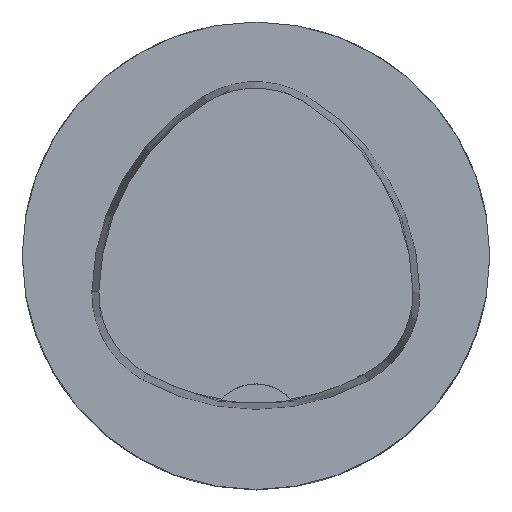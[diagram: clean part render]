
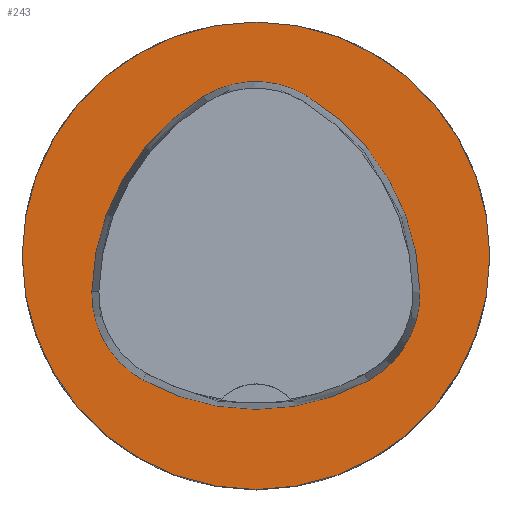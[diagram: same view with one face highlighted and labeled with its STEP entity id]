
A CAD part, top view. The second image highlights one B-rep face of the part: STEP entity #243.
In plain terms, the highlighted planar face has unit normal (0, 0, 1).
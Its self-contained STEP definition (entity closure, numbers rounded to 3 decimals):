
#243=ADVANCED_FACE('',(#499,#500),#303,.T.);
#303=PLANE('',#1477);
#499=FACE_BOUND('',#554,.T.);
#500=FACE_BOUND('',#555,.T.);
#554=EDGE_LOOP('',(#770,#771,#772,#773,#774,#775));
#555=EDGE_LOOP('',(#776));
#770=ORIENTED_EDGE('',*,*,#1183,.T.);
#771=ORIENTED_EDGE('',*,*,#1163,.T.);
#772=ORIENTED_EDGE('',*,*,#1167,.T.);
#773=ORIENTED_EDGE('',*,*,#1170,.T.);
#774=ORIENTED_EDGE('',*,*,#1173,.T.);
#775=ORIENTED_EDGE('',*,*,#1181,.T.);
#776=ORIENTED_EDGE('',*,*,#1186,.F.);
#1031=VERTEX_POINT('',#2338);
#1032=VERTEX_POINT('',#2339);
#1035=VERTEX_POINT('',#2347);
#1037=VERTEX_POINT('',#2353);
#1039=VERTEX_POINT('',#2359);
#1046=VERTEX_POINT('',#2380);
#1047=VERTEX_POINT('',#2390);
#1163=EDGE_CURVE('',#1031,#1032,#1282,.T.);
#1167=EDGE_CURVE('',#1032,#1035,#1284,.T.);
#1170=EDGE_CURVE('',#1035,#1037,#1286,.T.);
#1173=EDGE_CURVE('',#1037,#1039,#1288,.T.);
#1181=EDGE_CURVE('',#1039,#1046,#1292,.T.);
#1183=EDGE_CURVE('',#1046,#1031,#1294,.T.);
#1186=EDGE_CURVE('',#1047,#1047,#1297,.T.);
#1282=CIRCLE('',#1454,20.);
#1284=CIRCLE('',#1457,8.5);
#1286=CIRCLE('',#1460,20.);
#1288=CIRCLE('',#1463,8.5);
#1292=CIRCLE('',#1468,20.);
#1294=CIRCLE('',#1471,8.5);
#1297=CIRCLE('',#1476,20.);
#1454=AXIS2_PLACEMENT_3D('',#2337,#1719,#1720);
#1457=AXIS2_PLACEMENT_3D('',#2346,#1727,#1728);
#1460=AXIS2_PLACEMENT_3D('',#2352,#1734,#1735);
#1463=AXIS2_PLACEMENT_3D('',#2358,#1741,#1742);
#1468=AXIS2_PLACEMENT_3D('',#2381,#1753,#1754);
#1471=AXIS2_PLACEMENT_3D('',#2384,#1759,#1760);
#1476=AXIS2_PLACEMENT_3D('',#2389,#1769,#1770);
#1477=AXIS2_PLACEMENT_3D('',#2391,#1771,#1772);
#1719=DIRECTION('',(0.,0.,-1.));
#1720=DIRECTION('',(-1.,0.,0.));
#1727=DIRECTION('',(0.,0.,-1.));
#1728=DIRECTION('',(-1.,0.,0.));
#1734=DIRECTION('',(0.,0.,-1.));
#1735=DIRECTION('',(-1.,0.,0.));
#1741=DIRECTION('',(0.,0.,-1.));
#1742=DIRECTION('',(-1.,0.,0.));
#1753=DIRECTION('',(0.,0.,-1.));
#1754=DIRECTION('',(-1.,0.,0.));
#1759=DIRECTION('',(0.,0.,-1.));
#1760=DIRECTION('',(-1.,0.,0.));
#1769=DIRECTION('',(0.,0.,-1.));
#1770=DIRECTION('',(-1.,0.,0.));
#1771=DIRECTION('',(0.,0.,1.));
#1772=DIRECTION('',(1.,0.,0.));
#2337=CARTESIAN_POINT('',(5.955,-3.414,0.));
#2338=CARTESIAN_POINT('',(-14.041,-3.042,0.));
#2339=CARTESIAN_POINT('',(-4.472,13.653,0.));
#2346=CARTESIAN_POINT('',(-0.04,6.4,0.));
#2347=CARTESIAN_POINT('',(4.347,13.68,0.));
#2352=CARTESIAN_POINT('',(-5.976,-3.45,0.));
#2353=CARTESIAN_POINT('',(14.021,-3.075,0.));
#2358=CARTESIAN_POINT('',(5.522,-3.235,0.));
#2359=CARTESIAN_POINT('',(9.588,-10.699,0.));
#2380=CARTESIAN_POINT('',(-9.655,-10.639,0.));
#2381=CARTESIAN_POINT('',(0.022,6.864,0.));
#2384=CARTESIAN_POINT('',(-5.543,-3.2,0.));
#2389=CARTESIAN_POINT('',(0.,0.,0.));
#2390=CARTESIAN_POINT('',(-20.,0.,0.));
#2391=CARTESIAN_POINT('',(0.,0.,0.));
